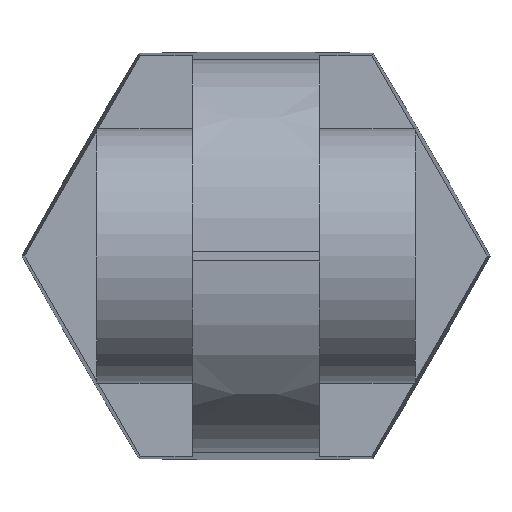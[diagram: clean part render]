
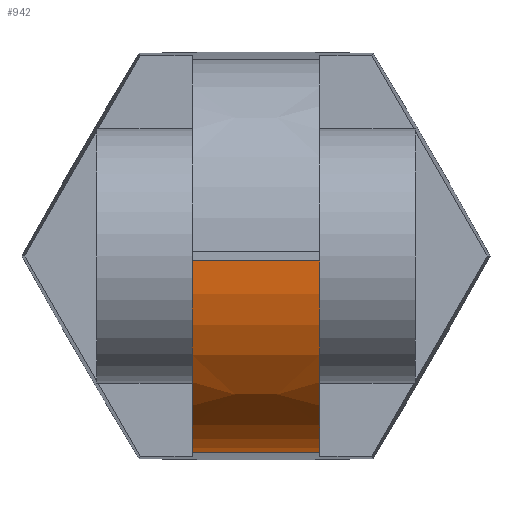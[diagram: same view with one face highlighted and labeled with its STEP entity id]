
A CAD part, front view. The second image highlights one B-rep face of the part: STEP entity #942.
In plain terms, the highlighted free-form (B-spline) face has degree [3, 2] with [4, 3] control points.
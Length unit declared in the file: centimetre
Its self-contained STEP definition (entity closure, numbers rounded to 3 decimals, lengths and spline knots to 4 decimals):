
#12 = CARTESIAN_POINT ( 'NONE',  ( -0.5, -7., -1.5034 ) ) ;
#24 = CARTESIAN_POINT ( 'NONE',  ( 0.1667, -5.5362, -1.5387 ) ) ;
#68 = B_SPLINE_CURVE_WITH_KNOTS ( 'NONE', 3,
 ( #750, #737, #990, #373, #367, #1443, #861 ),
 .UNSPECIFIED., .F., .F.,
 ( 4, 3, 4 ),
 ( 0., 0.005, 0.01 ),
 .UNSPECIFIED. ) ;
#112 = VERTEX_POINT ( 'NONE', #1138 ) ;
#149 = CARTESIAN_POINT ( 'NONE',  ( 0.5, -7., -1.5034 ) ) ;
#153 = AXIS2_PLACEMENT_3D ( 'NONE', #1517, #946, #1031 ) ;
#173 = ORIENTED_EDGE ( 'NONE', *, *, #272, .F. ) ;
#251 = ORIENTED_EDGE ( 'NONE', *, *, #492, .F. ) ;
#258 = CARTESIAN_POINT ( 'NONE',  ( 0.1667, -7., -1.5034 ) ) ;
#272 = EDGE_CURVE ( 'NONE', #1065, #489, #1188, .T. ) ;
#298 = CARTESIAN_POINT ( 'NONE',  ( 0.5, -5.5362, -1.5387 ) ) ;
#317 = ORIENTED_EDGE ( 'NONE', *, *, #971, .F. ) ;
#349 = CARTESIAN_POINT ( 'NONE',  ( 0.1667, -7., -0.0392 ) ) ;
#364 = CARTESIAN_POINT ( 'NONE',  ( -0.5, -5.5362, -1.5387 ) ) ;
#367 = CARTESIAN_POINT ( 'NONE',  ( 0.1667, -7., -0.0392 ) ) ;
#373 = CARTESIAN_POINT ( 'NONE',  ( 0., -7., -0.0392 ) ) ;
#404 = AXIS2_PLACEMENT_3D ( 'NONE', #1441, #1316, #957 ) ;
#424 = CARTESIAN_POINT ( 'NONE',  ( -0.5, -5.5362, -1.5387 ) ) ;
#474 = CARTESIAN_POINT ( 'NONE',  ( -0.5, -5.5362, -1.5387 ) ) ;
#489 = VERTEX_POINT ( 'NONE', #424 ) ;
#492 = EDGE_CURVE ( 'NONE', #489, #112, #622, .T. ) ;
#550 = EDGE_LOOP ( 'NONE', ( #317, #766, #251, #173 ) ) ;
#588 = CARTESIAN_POINT ( 'NONE',  ( -0.1667, -5.5362, -1.5387 ) ) ;
#589 = CARTESIAN_POINT ( 'NONE',  ( -0.1667, -5.5362, -1.5387 ) ) ;
#594 = EDGE_CURVE ( 'NONE', #112, #1348, #68, .T. ) ;
#622 = CIRCLE ( 'NONE', #153, 1.5 ) ;
#720 =( BOUNDED_SURFACE ( )  B_SPLINE_SURFACE ( 3, 2, ( 
 ( #364, #12, #1213 ),
 ( #589, #1083, #743 ),
 ( #24, #258, #349 ),
 ( #748, #149, #980 ) ),
 .UNSPECIFIED., .F., .F., .T. ) 
 B_SPLINE_SURFACE_WITH_KNOTS ( ( 4, 4 ),
 ( 3, 3 ),
 ( 0.075, 0.085 ),
 ( 0., 1. ),
 .UNSPECIFIED. ) 
 GEOMETRIC_REPRESENTATION_ITEM ( )  RATIONAL_B_SPLINE_SURFACE ( (
 ( 1., 0.716, 1.),
 ( 1., 0.716, 1.),
 ( 1., 0.716, 1.),
 ( 1., 0.716, 1.) ) ) 
 REPRESENTATION_ITEM ( '' )  SURFACE ( )  );
#737 = CARTESIAN_POINT ( 'NONE',  ( -0.3333, -7., -0.0392 ) ) ;
#743 = CARTESIAN_POINT ( 'NONE',  ( -0.1667, -7., -0.0392 ) ) ;
#748 = CARTESIAN_POINT ( 'NONE',  ( 0.5, -5.5362, -1.5387 ) ) ;
#750 = CARTESIAN_POINT ( 'NONE',  ( -0.5, -7., -0.0392 ) ) ;
#766 = ORIENTED_EDGE ( 'NONE', *, *, #594, .F. ) ;
#826 = CARTESIAN_POINT ( 'NONE',  ( 0.5, -7., -0.0392 ) ) ;
#837 = CARTESIAN_POINT ( 'NONE',  ( 0.5, -5.5362, -1.5387 ) ) ;
#861 = CARTESIAN_POINT ( 'NONE',  ( 0.5, -7., -0.0392 ) ) ;
#872 = FACE_OUTER_BOUND ( 'NONE', #550, .T. ) ;
#942 = ADVANCED_FACE ( 'NONE', ( #872 ), #720, .T. ) ;
#946 = DIRECTION ( 'NONE',  ( -1., 0., 0. ) ) ;
#957 = DIRECTION ( 'NONE',  ( 0., -1., 0. ) ) ;
#971 = EDGE_CURVE ( 'NONE', #1348, #1065, #1183, .T. ) ;
#980 = CARTESIAN_POINT ( 'NONE',  ( 0.5, -7., -0.0392 ) ) ;
#990 = CARTESIAN_POINT ( 'NONE',  ( -0.1667, -7., -0.0392 ) ) ;
#1031 = DIRECTION ( 'NONE',  ( 0., 1., 0. ) ) ;
#1065 = VERTEX_POINT ( 'NONE', #298 ) ;
#1083 = CARTESIAN_POINT ( 'NONE',  ( -0.1667, -7., -1.5034 ) ) ;
#1138 = CARTESIAN_POINT ( 'NONE',  ( -0.5, -7., -0.0392 ) ) ;
#1183 = CIRCLE ( 'NONE', #404, 1.5 ) ;
#1188 = B_SPLINE_CURVE_WITH_KNOTS ( 'NONE', 3,
 ( #837, #1300, #588, #474 ),
 .UNSPECIFIED., .F., .F.,
 ( 4, 4 ),
 ( 0., 0.01 ),
 .UNSPECIFIED. ) ;
#1213 = CARTESIAN_POINT ( 'NONE',  ( -0.5, -7., -0.0392 ) ) ;
#1300 = CARTESIAN_POINT ( 'NONE',  ( 0.1667, -5.5362, -1.5387 ) ) ;
#1316 = DIRECTION ( 'NONE',  ( 1., 0., 0. ) ) ;
#1348 = VERTEX_POINT ( 'NONE', #826 ) ;
#1441 = CARTESIAN_POINT ( 'NONE',  ( 0.5, -5.5, -0.0392 ) ) ;
#1443 = CARTESIAN_POINT ( 'NONE',  ( 0.3333, -7., -0.0392 ) ) ;
#1517 = CARTESIAN_POINT ( 'NONE',  ( -0.5, -5.5, -0.0392 ) ) ;
